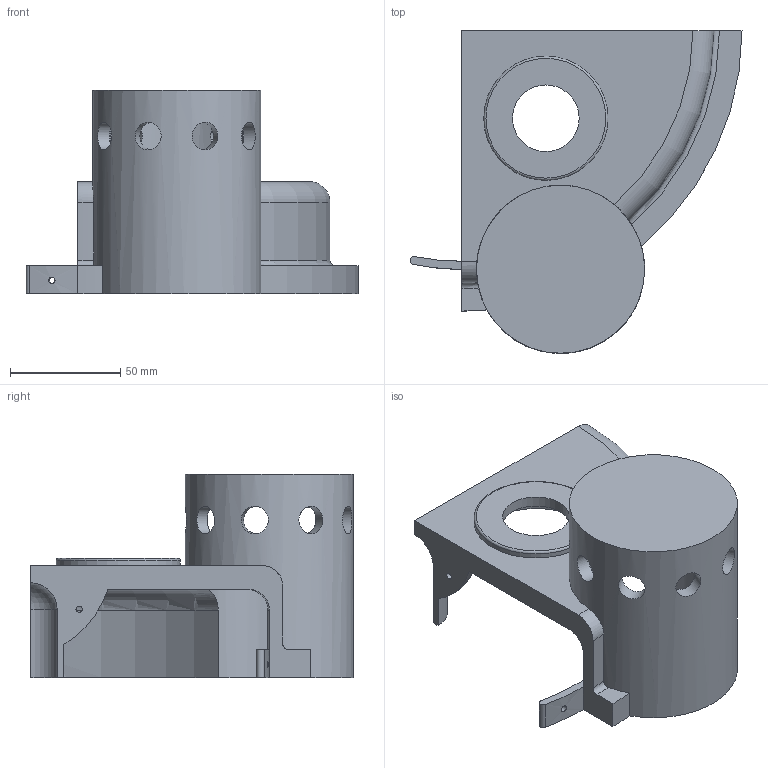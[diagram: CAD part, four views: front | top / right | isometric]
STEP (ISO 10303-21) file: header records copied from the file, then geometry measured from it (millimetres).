
FILE_DESCRIPTION(/* description */ (''),/* implementation_level */ '2;1');
FILE_NAME(/* name */ 'cyclotron_02.step',/* time_stamp */ '2020-11-30T22:31:18+01:00',/* author */ (''),/* organization */ (''),/* preprocessor_version */ 'ST-DEVELOPER v18.1',/* originating_system */ 'Autodesk Translation Framework v9.3.0.1241',/* authorisation */ '');
FILE_SCHEMA (('AUTOMOTIVE_DESIGN { 1 0 10303 214 3 1 1 }'));
Length unit declared in the file: millimetre
Products named in the file (1): cyclotron_02
Bounding box: 150.46 x 146.26 x 92.1 mm (x, y, z)
Volume: 239840.4 mm3; surface area: 77547.7 mm2
Topology: 1 solids, 1 shells, 63 faces, 176 edges, 117 vertices
Faces by surface type: cylinder 33, plane 22, torus 7, sphere 1
Full cylindrical faces by diameter (mm): 2.9 x5, 12.5 x9, 30.2 x1, 52 x1, 56.3 x1, 64.2 x1, 76.2 x1
Entity records: 2848 total; most frequent: CARTESIAN_POINT 1129, ORIENTED_EDGE 350, DIRECTION 342, EDGE_CURVE 175, AXIS2_PLACEMENT_3D 136, VERTEX_POINT 117, EDGE_LOOP 92, CIRCLE 72
